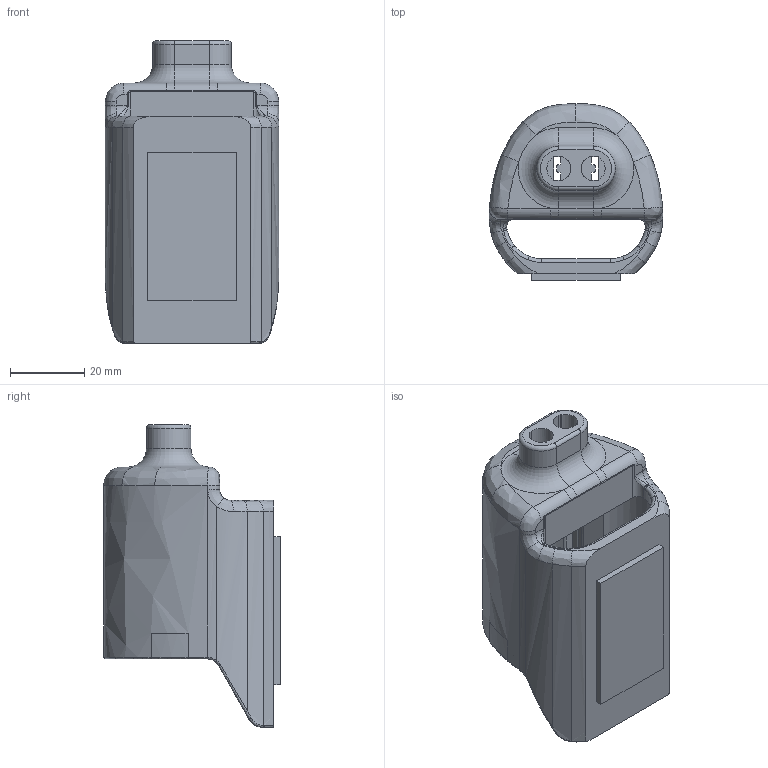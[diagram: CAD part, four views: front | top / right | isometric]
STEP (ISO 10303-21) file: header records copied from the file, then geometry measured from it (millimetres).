
FILE_DESCRIPTION(/* description */ (''),/* implementation_level */ '2;1');
FILE_NAME(/* name */ 'BoschGBA12VBatteryHolder.step',/* time_stamp */ '2020-02-12T11:36:03+01:00',/* author */ (''),/* organization */ (''),/* preprocessor_version */ 'ST-DEVELOPER v18',/* originating_system */ 'Autodesk Translation Framework v8.12.0.6',/* authorisation */ '');
FILE_SCHEMA (('AUTOMOTIVE_DESIGN { 1 0 10303 214 3 1 1 }'));
Length unit declared in the file: millimetre
Products named in the file (1): BoschGBA12VBatteryHolder
Bounding box: 46.93 x 47.67 x 81.78 mm (x, y, z)
Volume: 43823.7 mm3; surface area: 20095.6 mm2
Topology: 1 solids, 1 shells, 280 faces, 778 edges, 492 vertices
Faces by surface type: bspline 95, cylinder 87, plane 77, torus 19, sphere 2
Entity records: 12792 total; most frequent: CARTESIAN_POINT 6135, ORIENTED_EDGE 1544, DIRECTION 1169, EDGE_CURVE 772, VERTEX_POINT 492, AXIS2_PLACEMENT_3D 437, LINE 295, VECTOR 295
